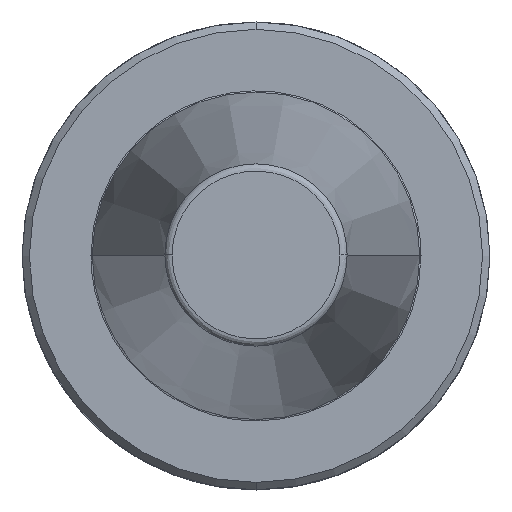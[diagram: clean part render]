
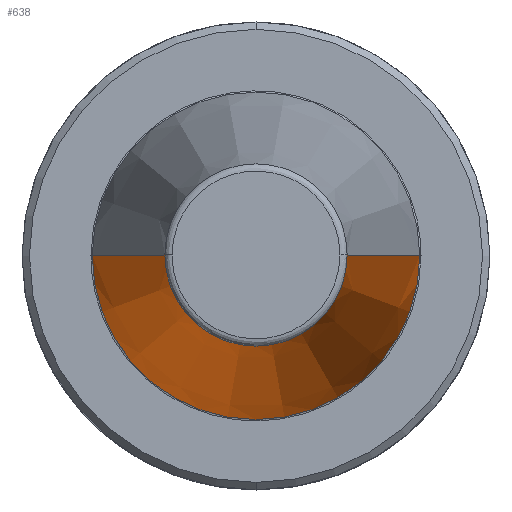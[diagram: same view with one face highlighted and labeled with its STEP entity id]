
A CAD part, top view. The second image highlights one B-rep face of the part: STEP entity #638.
In plain terms, the highlighted conical face has half-angle 8.297 degrees and reference radius 22.225 mm.
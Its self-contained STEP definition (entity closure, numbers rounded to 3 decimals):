
#32 = FACE_OUTER_BOUND ( 'NONE', #628, .T. ) ;
#107 = VERTEX_POINT ( 'NONE', #259 ) ;
#121 = CARTESIAN_POINT ( 'NONE',  ( 22.225, 0., 0. ) ) ;
#147 = CARTESIAN_POINT ( 'NONE',  ( -22.225, 0., 0. ) ) ;
#213 = VERTEX_POINT ( 'NONE', #942 ) ;
#259 = CARTESIAN_POINT ( 'NONE',  ( 22.225, 0., 0. ) ) ;
#280 = DIRECTION ( 'NONE',  ( 0.144, 0., -0.99 ) ) ;
#292 = CARTESIAN_POINT ( 'NONE',  ( 0., 0., 67.544 ) ) ;
#305 = CARTESIAN_POINT ( 'NONE',  ( 0., 0., 0. ) ) ;
#339 = ORIENTED_EDGE ( 'NONE', *, *, #1246, .T. ) ;
#340 = CARTESIAN_POINT ( 'NONE',  ( -22.225, 0., 0. ) ) ;
#349 = DIRECTION ( 'NONE',  ( -0.144, 0., -0.99 ) ) ;
#444 = DIRECTION ( 'NONE',  ( -1., 0., 0. ) ) ;
#453 = DIRECTION ( 'NONE',  ( -1., 0., 0. ) ) ;
#457 = ORIENTED_EDGE ( 'NONE', *, *, #1136, .F. ) ;
#504 = EDGE_CURVE ( 'NONE', #1305, #107, #1361, .T. ) ;
#547 = VERTEX_POINT ( 'NONE', #840 ) ;
#628 = EDGE_LOOP ( 'NONE', ( #457, #339, #762, #1147 ) ) ;
#638 = ADVANCED_FACE ( 'NONE', ( #32 ), #777, .T. ) ;
#706 = AXIS2_PLACEMENT_3D ( 'NONE', #907, #1355, #1502 ) ;
#762 = ORIENTED_EDGE ( 'NONE', *, *, #1486, .T. ) ;
#777 = CONICAL_SURFACE ( 'NONE', #706, 22.225, 0.145 ) ;
#840 = CARTESIAN_POINT ( 'NONE',  ( 12.375, 0., 67.544 ) ) ;
#907 = CARTESIAN_POINT ( 'NONE',  ( 0., 0., 0. ) ) ;
#936 = VECTOR ( 'NONE', #280, 1000. ) ;
#942 = CARTESIAN_POINT ( 'NONE',  ( -12.375, 0., 67.544 ) ) ;
#1053 = AXIS2_PLACEMENT_3D ( 'NONE', #292, #1333, #444 ) ;
#1136 = EDGE_CURVE ( 'NONE', #547, #107, #1329, .T. ) ;
#1147 = ORIENTED_EDGE ( 'NONE', *, *, #504, .T. ) ;
#1242 = CIRCLE ( 'NONE', #1053, 12.375 ) ;
#1246 = EDGE_CURVE ( 'NONE', #547, #213, #1242, .T. ) ;
#1267 = VECTOR ( 'NONE', #349, 1000. ) ;
#1305 = VERTEX_POINT ( 'NONE', #147 ) ;
#1329 = LINE ( 'NONE', #121, #936 ) ;
#1333 = DIRECTION ( 'NONE',  ( 0., 0., -1. ) ) ;
#1344 = DIRECTION ( 'NONE',  ( 0., 0., 1. ) ) ;
#1355 = DIRECTION ( 'NONE',  ( 0., 0., -1. ) ) ;
#1361 = CIRCLE ( 'NONE', #1435, 22.225 ) ;
#1435 = AXIS2_PLACEMENT_3D ( 'NONE', #305, #1344, #453 ) ;
#1486 = EDGE_CURVE ( 'NONE', #213, #1305, #1655, .T. ) ;
#1502 = DIRECTION ( 'NONE',  ( -1., 0., 0. ) ) ;
#1655 = LINE ( 'NONE', #340, #1267 ) ;
